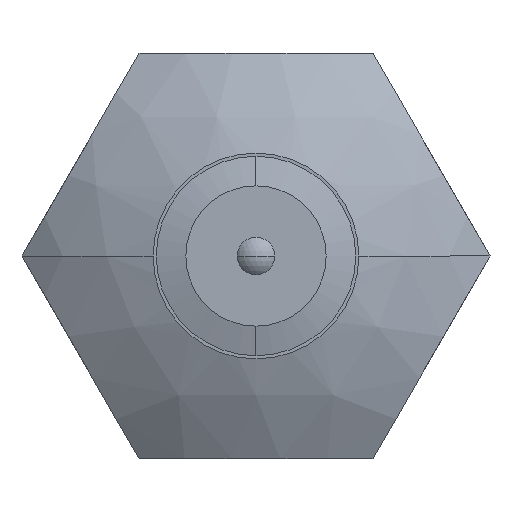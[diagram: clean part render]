
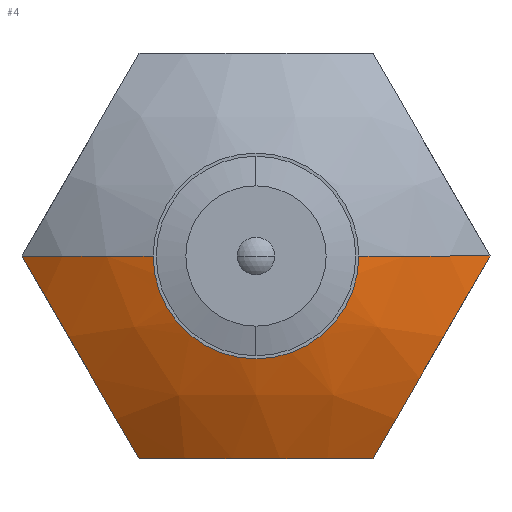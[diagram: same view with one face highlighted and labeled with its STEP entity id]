
A CAD part, left-side view. The second image highlights one B-rep face of the part: STEP entity #4.
In plain terms, the highlighted spherical face has radius 12 mm.
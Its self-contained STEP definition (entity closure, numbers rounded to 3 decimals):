
#4 = ADVANCED_FACE ( 'NONE', ( #6889 ), #2587, .T. ) ;
#469 = DIRECTION ( 'NONE',  ( 1., 0., 0. ) ) ;
#606 = DIRECTION ( 'NONE',  ( 0., 0.866, 0.5 ) ) ;
#834 = CIRCLE ( 'NONE', #3214, 12. ) ;
#1067 = ORIENTED_EDGE ( 'NONE', *, *, #7974, .T. ) ;
#1115 = CARTESIAN_POINT ( 'NONE',  ( 12.521, 5.629, -3.25 ) ) ;
#1186 = CARTESIAN_POINT ( 'NONE',  ( 0.984, -3.3, 0. ) ) ;
#1257 = EDGE_CURVE ( 'NONE', #4264, #3072, #834, .T. ) ;
#1321 = AXIS2_PLACEMENT_3D ( 'NONE', #5390, #6883, #8325 ) ;
#1385 = EDGE_CURVE ( 'NONE', #3049, #7359, #6872, .T. ) ;
#1737 = DIRECTION ( 'NONE',  ( 0., 1., 0. ) ) ;
#1769 = CARTESIAN_POINT ( 'NONE',  ( 0.984, 0., 0. ) ) ;
#2193 = VERTEX_POINT ( 'NONE', #1186 ) ;
#2236 = ORIENTED_EDGE ( 'NONE', *, *, #8607, .T. ) ;
#2470 = DIRECTION ( 'NONE',  ( 0., 1., 0. ) ) ;
#2514 = DIRECTION ( 'NONE',  ( 0., 0., -1. ) ) ;
#2587 = SPHERICAL_SURFACE ( 'NONE', #6138, 12. ) ;
#2626 = DIRECTION ( 'NONE',  ( 0., 0., 1. ) ) ;
#3049 = VERTEX_POINT ( 'NONE', #9385 ) ;
#3072 = VERTEX_POINT ( 'NONE', #5555 ) ;
#3182 = CARTESIAN_POINT ( 'NONE',  ( 12.521, 0., 0. ) ) ;
#3214 = AXIS2_PLACEMENT_3D ( 'NONE', #5673, #2626, #469 ) ;
#3228 = AXIS2_PLACEMENT_3D ( 'NONE', #1769, #3979, #6897 ) ;
#3323 = CARTESIAN_POINT ( 'NONE',  ( 3.158, 7.506, 0. ) ) ;
#3692 = EDGE_LOOP ( 'NONE', ( #5864, #1067, #5099, #8047, #6751, #2236 ) ) ;
#3933 = CARTESIAN_POINT ( 'NONE',  ( 3.158, -7.506, 0. ) ) ;
#3967 = DIRECTION ( 'NONE',  ( 0., 0., -1. ) ) ;
#3979 = DIRECTION ( 'NONE',  ( -1., 0., 0. ) ) ;
#4009 = AXIS2_PLACEMENT_3D ( 'NONE', #4014, #2514, #1737 ) ;
#4014 = CARTESIAN_POINT ( 'NONE',  ( 12.521, 0., 0. ) ) ;
#4264 = VERTEX_POINT ( 'NONE', #3323 ) ;
#4307 = EDGE_CURVE ( 'NONE', #3072, #2193, #5583, .T. ) ;
#4437 = EDGE_CURVE ( 'NONE', #4264, #6589, #7897, .T. ) ;
#5044 = DIRECTION ( 'NONE',  ( 0., -0.5, -0.866 ) ) ;
#5099 = ORIENTED_EDGE ( 'NONE', *, *, #4307, .F. ) ;
#5390 = CARTESIAN_POINT ( 'NONE',  ( 12.521, 0., -6.5 ) ) ;
#5555 = CARTESIAN_POINT ( 'NONE',  ( 0.984, 3.3, 0. ) ) ;
#5583 = CIRCLE ( 'NONE', #3228, 3.3 ) ;
#5673 = CARTESIAN_POINT ( 'NONE',  ( 12.521, 0., 0. ) ) ;
#5813 = DIRECTION ( 'NONE',  ( 0., -0.5, 0.866 ) ) ;
#5864 = ORIENTED_EDGE ( 'NONE', *, *, #1385, .T. ) ;
#6089 = CIRCLE ( 'NONE', #4009, 12. ) ;
#6138 = AXIS2_PLACEMENT_3D ( 'NONE', #3182, #3967, #2470 ) ;
#6521 = AXIS2_PLACEMENT_3D ( 'NONE', #9462, #606, #5813 ) ;
#6589 = VERTEX_POINT ( 'NONE', #8267 ) ;
#6751 = ORIENTED_EDGE ( 'NONE', *, *, #4437, .T. ) ;
#6872 = CIRCLE ( 'NONE', #6521, 10.087 ) ;
#6883 = DIRECTION ( 'NONE',  ( 0., 0., 1. ) ) ;
#6889 = FACE_OUTER_BOUND ( 'NONE', #3692, .T. ) ;
#6897 = DIRECTION ( 'NONE',  ( 0., 0., 1. ) ) ;
#7359 = VERTEX_POINT ( 'NONE', #3933 ) ;
#7641 = AXIS2_PLACEMENT_3D ( 'NONE', #1115, #9305, #5044 ) ;
#7897 = CIRCLE ( 'NONE', #7641, 10.087 ) ;
#7974 = EDGE_CURVE ( 'NONE', #7359, #2193, #6089, .T. ) ;
#8047 = ORIENTED_EDGE ( 'NONE', *, *, #1257, .F. ) ;
#8267 = CARTESIAN_POINT ( 'NONE',  ( 3.158, 3.753, -6.5 ) ) ;
#8325 = DIRECTION ( 'NONE',  ( 1., 0., 0. ) ) ;
#8607 = EDGE_CURVE ( 'NONE', #6589, #3049, #9008, .T. ) ;
#9008 = CIRCLE ( 'NONE', #1321, 10.087 ) ;
#9305 = DIRECTION ( 'NONE',  ( 0., -0.866, 0.5 ) ) ;
#9385 = CARTESIAN_POINT ( 'NONE',  ( 3.158, -3.753, -6.5 ) ) ;
#9462 = CARTESIAN_POINT ( 'NONE',  ( 12.521, -5.629, -3.25 ) ) ;
